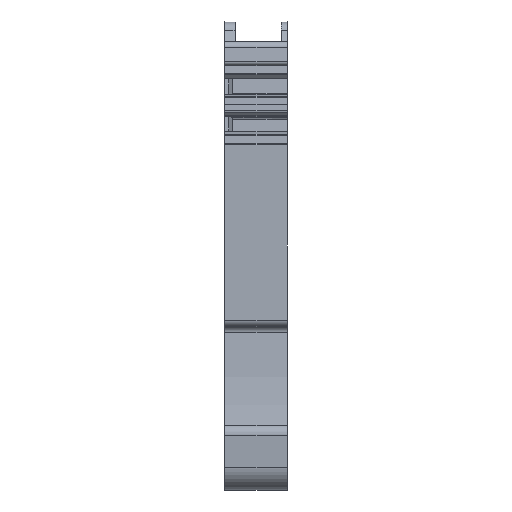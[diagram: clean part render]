
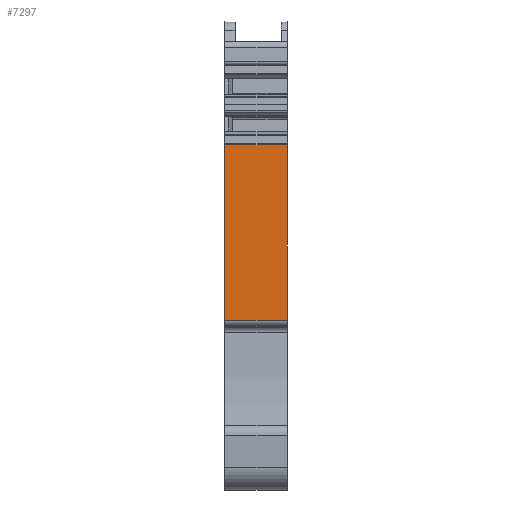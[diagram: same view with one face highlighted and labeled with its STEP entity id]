
A CAD part, front view. The second image highlights one B-rep face of the part: STEP entity #7297.
In plain terms, the highlighted planar face has unit normal (0, -1, 0).
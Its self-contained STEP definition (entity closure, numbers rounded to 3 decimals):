
#7284=AXIS2_PLACEMENT_3D('Plane Axis2P3D',#7281,#7282,#7283) ;
#1764=CARTESIAN_POINT('Vertex',(0.,2.652,13.8)) ;
#1767=CARTESIAN_POINT('Line Origine',(0.,2.652,20.939)) ;
#1771=CARTESIAN_POINT('Vertex',(0.,2.652,28.079)) ;
#2651=CARTESIAN_POINT('Vertex',(5.1,2.652,28.079)) ;
#2654=CARTESIAN_POINT('Line Origine',(5.1,2.652,20.939)) ;
#2658=CARTESIAN_POINT('Vertex',(5.1,2.652,13.8)) ;
#7269=CARTESIAN_POINT('Line Origine',(2.55,2.652,13.8)) ;
#7281=CARTESIAN_POINT('Axis2P3D Location',(0.,2.652,28.517)) ;
#7286=CARTESIAN_POINT('Line Origine',(2.55,2.652,28.079)) ;
#1768=DIRECTION('Vector Direction',(0.,0.,-1.)) ;
#2655=DIRECTION('Vector Direction',(0.,0.,-1.)) ;
#7270=DIRECTION('Vector Direction',(1.,0.,0.)) ;
#7282=DIRECTION('Axis2P3D Direction',(0.,-1.,0.)) ;
#7283=DIRECTION('Axis2P3D XDirection',(0.,0.,-1.)) ;
#7287=DIRECTION('Vector Direction',(1.,0.,0.)) ;
#1769=VECTOR('Line Direction',#1768,1.) ;
#2656=VECTOR('Line Direction',#2655,1.) ;
#7271=VECTOR('Line Direction',#7270,1.) ;
#7288=VECTOR('Line Direction',#7287,1.) ;
#7292=ORIENTED_EDGE('',*,*,#1773,.T.) ;
#7293=ORIENTED_EDGE('',*,*,#7273,.T.) ;
#7294=ORIENTED_EDGE('',*,*,#2660,.F.) ;
#7295=ORIENTED_EDGE('',*,*,#7290,.F.) ;
#7297=ADVANCED_FACE('KLTR ZDU 2.5N/4AN FS 797944.1\\Mainbody ZXX2.5/4AN',(#7296),#7285,.T.) ;
#1773=EDGE_CURVE('',#1772,#1765,#1770,.T.) ;
#2660=EDGE_CURVE('',#2652,#2659,#2657,.T.) ;
#7273=EDGE_CURVE('',#1765,#2659,#7272,.T.) ;
#7290=EDGE_CURVE('',#1772,#2652,#7289,.T.) ;
#7291=EDGE_LOOP('',(#7292,#7293,#7294,#7295)) ;
#7296=FACE_OUTER_BOUND('',#7291,.T.) ;
#1770=LINE('Line',#1767,#1769) ;
#2657=LINE('Line',#2654,#2656) ;
#7272=LINE('Line',#7269,#7271) ;
#7289=LINE('Line',#7286,#7288) ;
#7285=PLANE('',#7284) ;
#1765=VERTEX_POINT('',#1764) ;
#1772=VERTEX_POINT('',#1771) ;
#2652=VERTEX_POINT('',#2651) ;
#2659=VERTEX_POINT('',#2658) ;
